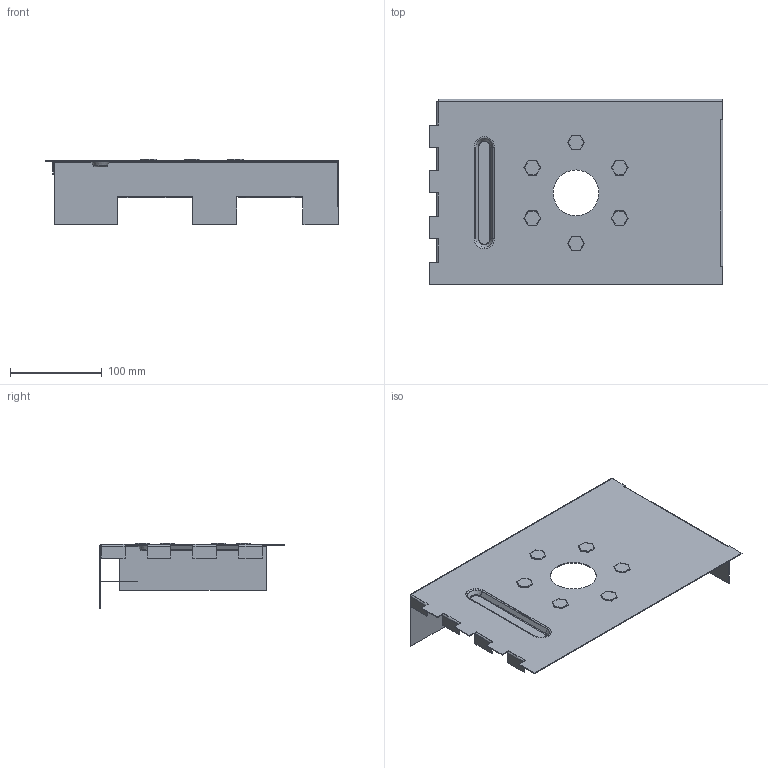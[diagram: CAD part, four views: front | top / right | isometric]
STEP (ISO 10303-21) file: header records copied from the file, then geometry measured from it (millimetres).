
FILE_DESCRIPTION((''),'2;1');
FILE_NAME('SHEETMETAL3','2017-11-01T21:19:13',('GKam'),(''),'CREO PARAMETRIC BY PTC INC, 2016510','CREO PARAMETRIC BY PTC INC, 2016510','');
FILE_SCHEMA(('AP242_MANAGED_MODEL_BASED_3D_ENGINEERING_MIM_LF { 1 0 10303 442 1 1 4 }'));
Length unit declared in the file: millimetre
Products named in the file (1): SHEETMETAL3
Bounding box: 320 x 202 x 71 mm (x, y, z)
Volume: 92669.3 mm3; surface area: 187715.6 mm2
Topology: 1 solids, 1 shells, 290 faces, 670 edges, 413 vertices
Faces by surface type: plane 174, cylinder 100, torus 8, bspline 4, cone 4
Entity records: 9003 total; most frequent: CARTESIAN_POINT 2213, ORIENTED_EDGE 1340, DIRECTION 1267, EDGE_CURVE 670, VECTOR 523, LINE 523, VERTEX_POINT 396, AXIS2_PLACEMENT_3D 372
